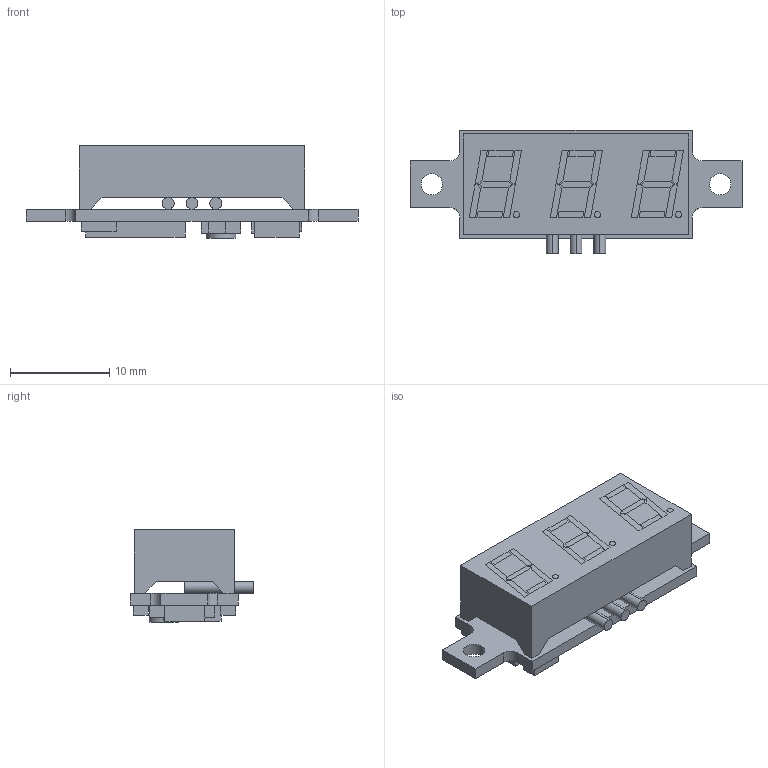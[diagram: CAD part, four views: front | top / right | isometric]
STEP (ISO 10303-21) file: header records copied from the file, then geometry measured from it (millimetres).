
FILE_DESCRIPTION (( 'STEP AP214' ), '1' );
FILE_NAME ('LED DC 0-100V Digital Voltmeter Panel Meter.STEP', '2017-06-05T21:29:51', ( 'mixer' ), ( '' ), 'SwSTEP 2.0', 'SolidWorks 2015', '' );
FILE_SCHEMA (( 'AUTOMOTIVE_DESIGN' ));
Length unit declared in the file: millimetre
Products named in the file (1): LED DC 0-100V Digital Voltmeter Panel Meter
Bounding box: 33.4 x 12.45 x 9.3 mm (x, y, z)
Volume: 1715.6 mm3; surface area: 1953.8 mm2
Topology: 13 solids, 13 shells, 141 faces, 376 edges, 286 vertices
Faces by surface type: plane 125, cylinder 16
Entity records: 5079 total; most frequent: CARTESIAN_POINT 804, ORIENTED_EDGE 752, DIRECTION 700, EDGE_CURVE 376, VECTOR 336, LINE 336, VERTEX_POINT 286, AXIS2_PLACEMENT_3D 182
